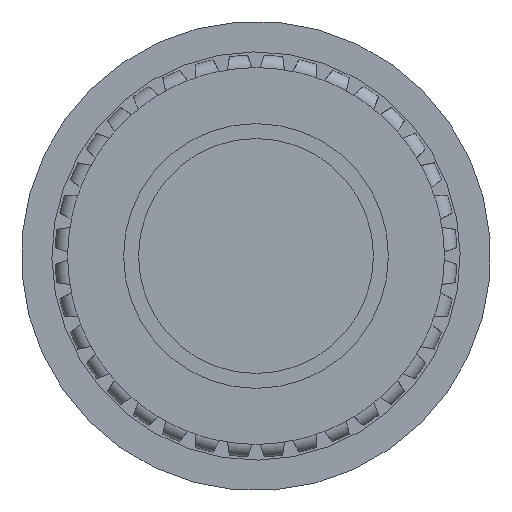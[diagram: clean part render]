
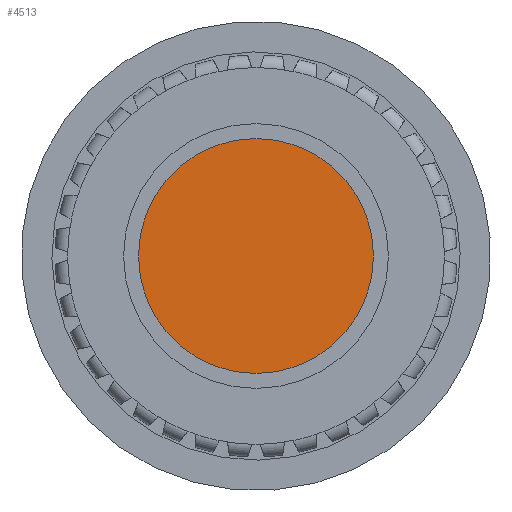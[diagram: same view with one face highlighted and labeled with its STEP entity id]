
A CAD part, left-side view. The second image highlights one B-rep face of the part: STEP entity #4513.
In plain terms, the highlighted planar face has unit normal (-1, 0, 0).
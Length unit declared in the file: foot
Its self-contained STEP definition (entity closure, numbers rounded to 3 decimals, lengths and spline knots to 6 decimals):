
#1465 = PLANE ( 'NONE',  #9156 ) ;
#1710 = EDGE_CURVE ( 'NONE', #9588, #2069, #2392, .T. ) ;
#2012 = EDGE_LOOP ( 'NONE', ( #5507, #4880 ) ) ;
#2069 = VERTEX_POINT ( 'NONE', #10238 ) ;
#2392 = CIRCLE ( 'NONE', #9392, 0.009115 ) ;
#2517 = DIRECTION ( 'NONE',  ( 0., 0., 1. ) ) ;
#3920 = CIRCLE ( 'NONE', #6938, 0.009115 ) ;
#4513 = ADVANCED_FACE ( 'NONE', ( #10155 ), #1465, .T. ) ;
#4880 = ORIENTED_EDGE ( 'NONE', *, *, #5576, .T. ) ;
#5507 = ORIENTED_EDGE ( 'NONE', *, *, #1710, .T. ) ;
#5538 = DIRECTION ( 'NONE',  ( -1., 0., 0. ) ) ;
#5576 = EDGE_CURVE ( 'NONE', #2069, #9588, #3920, .T. ) ;
#6938 = AXIS2_PLACEMENT_3D ( 'NONE', #11760, #5538, #12885 ) ;
#8022 = CARTESIAN_POINT ( 'NONE',  ( 0.033147, 0., 0. ) ) ;
#8540 = DIRECTION ( 'NONE',  ( -1., 0., 0. ) ) ;
#9088 = DIRECTION ( 'NONE',  ( -1., 0., 0. ) ) ;
#9156 = AXIS2_PLACEMENT_3D ( 'NONE', #9559, #8540, #2517 ) ;
#9272 = CARTESIAN_POINT ( 'NONE',  ( 0.033147, 0., 0.009115 ) ) ;
#9392 = AXIS2_PLACEMENT_3D ( 'NONE', #8022, #9088, #13442 ) ;
#9559 = CARTESIAN_POINT ( 'NONE',  ( 0.033147, 0., 0. ) ) ;
#9588 = VERTEX_POINT ( 'NONE', #9272 ) ;
#10155 = FACE_OUTER_BOUND ( 'NONE', #2012, .T. ) ;
#10238 = CARTESIAN_POINT ( 'NONE',  ( 0.033147, 0., -0.009115 ) ) ;
#11760 = CARTESIAN_POINT ( 'NONE',  ( 0.033147, 0., 0. ) ) ;
#12885 = DIRECTION ( 'NONE',  ( 0., 0., 1. ) ) ;
#13442 = DIRECTION ( 'NONE',  ( 0., 0., 1. ) ) ;
